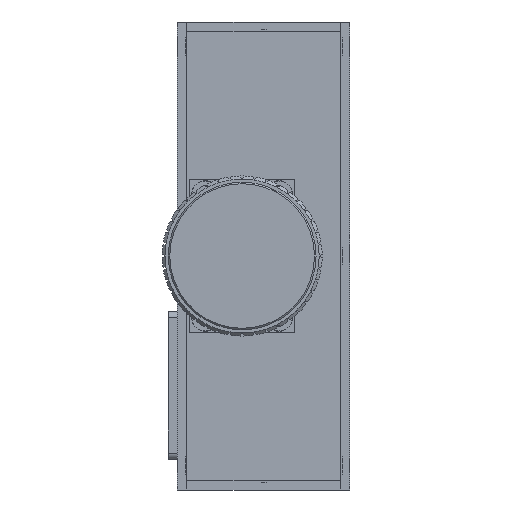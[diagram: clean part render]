
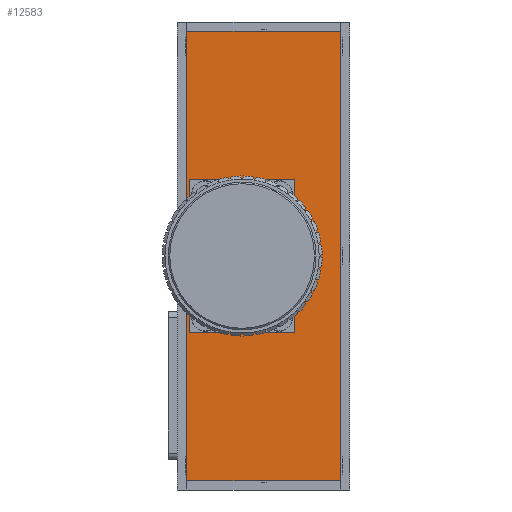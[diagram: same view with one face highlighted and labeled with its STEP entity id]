
A CAD part, left-side view. The second image highlights one B-rep face of the part: STEP entity #12583.
In plain terms, the highlighted planar face has unit normal (-1, 0, 0).
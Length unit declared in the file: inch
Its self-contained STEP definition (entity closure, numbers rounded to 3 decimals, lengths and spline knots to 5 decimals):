
#349 = CARTESIAN_POINT ( 'NONE',  ( -2.95276, 0.49213, 1.43701 ) ) ;
#1205 = ORIENTED_EDGE ( 'NONE', *, *, #14157, .F. ) ;
#1448 = LINE ( 'NONE', #15752, #26884 ) ;
#1964 = DIRECTION ( 'NONE',  ( -1., 0., 0. ) ) ;
#4615 = VECTOR ( 'NONE', #61681, 39.37008 ) ;
#6036 = ORIENTED_EDGE ( 'NONE', *, *, #68764, .F. ) ;
#8123 = CARTESIAN_POINT ( 'NONE',  ( -2.95276, -0.49213, -1.43701 ) ) ;
#8374 = CARTESIAN_POINT ( 'NONE',  ( -2.95276, 0.49213, -1.43701 ) ) ;
#8807 = LINE ( 'NONE', #8374, #46809 ) ;
#10665 = CARTESIAN_POINT ( 'NONE',  ( -2.95276, -0.19685, -0.49213 ) ) ;
#12583 = ADVANCED_FACE ( 'NONE', ( #77518, #64107 ), #70817, .T. ) ;
#13916 = LINE ( 'NONE', #19747, #76860 ) ;
#14157 = EDGE_CURVE ( 'NONE', #44081, #37241, #1448, .T. ) ;
#15752 = CARTESIAN_POINT ( 'NONE',  ( -2.95276, -0.49213, -1.43701 ) ) ;
#17828 = LINE ( 'NONE', #10665, #45134 ) ;
#19747 = CARTESIAN_POINT ( 'NONE',  ( -2.95276, -0.19685, 0.49213 ) ) ;
#19770 = EDGE_LOOP ( 'NONE', ( #1205, #39477, #44392, #65080 ) ) ;
#20939 = DIRECTION ( 'NONE',  ( 0., 0., -1. ) ) ;
#23503 = VECTOR ( 'NONE', #30462, 39.37008 ) ;
#26850 = LINE ( 'NONE', #41100, #4615 ) ;
#26884 = VECTOR ( 'NONE', #63589, 39.37008 ) ;
#28970 = ORIENTED_EDGE ( 'NONE', *, *, #36150, .F. ) ;
#28988 = CARTESIAN_POINT ( 'NONE',  ( -2.95276, -0.49213, 1.43701 ) ) ;
#29767 = DIRECTION ( 'NONE',  ( 0., 0., 1. ) ) ;
#30029 = ORIENTED_EDGE ( 'NONE', *, *, #49295, .F. ) ;
#30462 = DIRECTION ( 'NONE',  ( 0., 1., 0. ) ) ;
#31406 = LINE ( 'NONE', #58679, #69248 ) ;
#34270 = EDGE_CURVE ( 'NONE', #37241, #64738, #31406, .T. ) ;
#35163 = LINE ( 'NONE', #83847, #61461 ) ;
#36150 = EDGE_CURVE ( 'NONE', #86773, #52734, #26850, .T. ) ;
#37241 = VERTEX_POINT ( 'NONE', #8123 ) ;
#37259 = DIRECTION ( 'NONE',  ( 0., 0., 1. ) ) ;
#37867 = CARTESIAN_POINT ( 'NONE',  ( -2.95276, 0.47244, -0.49213 ) ) ;
#39477 = ORIENTED_EDGE ( 'NONE', *, *, #80368, .T. ) ;
#41100 = CARTESIAN_POINT ( 'NONE',  ( -2.95276, 0.47244, -0.49213 ) ) ;
#41600 = DIRECTION ( 'NONE',  ( 0., 1., 0. ) ) ;
#42015 = ORIENTED_EDGE ( 'NONE', *, *, #42096, .F. ) ;
#42096 = EDGE_CURVE ( 'NONE', #52734, #65435, #17828, .T. ) ;
#43522 = CARTESIAN_POINT ( 'NONE',  ( -2.95276, 0.49213, -1.43701 ) ) ;
#44081 = VERTEX_POINT ( 'NONE', #28988 ) ;
#44392 = ORIENTED_EDGE ( 'NONE', *, *, #48375, .T. ) ;
#45134 = VECTOR ( 'NONE', #73261, 39.37008 ) ;
#46809 = VECTOR ( 'NONE', #20939, 39.37008 ) ;
#47041 = DIRECTION ( 'NONE',  ( 0., 1., 0. ) ) ;
#48375 = EDGE_CURVE ( 'NONE', #51441, #64738, #8807, .T. ) ;
#49295 = EDGE_CURVE ( 'NONE', #77261, #86773, #13916, .T. ) ;
#51441 = VERTEX_POINT ( 'NONE', #349 ) ;
#52734 = VERTEX_POINT ( 'NONE', #37867 ) ;
#58285 = EDGE_LOOP ( 'NONE', ( #28970, #30029, #6036, #42015 ) ) ;
#58679 = CARTESIAN_POINT ( 'NONE',  ( -2.95276, 0.49213, -1.43701 ) ) ;
#61416 = CARTESIAN_POINT ( 'NONE',  ( -2.95276, 0.47244, 0.49213 ) ) ;
#61461 = VECTOR ( 'NONE', #29767, 39.37008 ) ;
#61681 = DIRECTION ( 'NONE',  ( 0., 0., -1. ) ) ;
#63589 = DIRECTION ( 'NONE',  ( 0., 0., -1. ) ) ;
#64107 = FACE_BOUND ( 'NONE', #58285, .T. ) ;
#64449 = LINE ( 'NONE', #86331, #23503 ) ;
#64738 = VERTEX_POINT ( 'NONE', #80505 ) ;
#65080 = ORIENTED_EDGE ( 'NONE', *, *, #34270, .F. ) ;
#65435 = VERTEX_POINT ( 'NONE', #68194 ) ;
#68194 = CARTESIAN_POINT ( 'NONE',  ( -2.95276, -0.19685, -0.49213 ) ) ;
#68764 = EDGE_CURVE ( 'NONE', #65435, #77261, #35163, .T. ) ;
#69248 = VECTOR ( 'NONE', #47041, 39.37008 ) ;
#70634 = CARTESIAN_POINT ( 'NONE',  ( -2.95276, -0.19685, 0.49213 ) ) ;
#70817 = PLANE ( 'NONE',  #84446 ) ;
#73261 = DIRECTION ( 'NONE',  ( 0., -1., 0. ) ) ;
#76860 = VECTOR ( 'NONE', #41600, 39.37008 ) ;
#77261 = VERTEX_POINT ( 'NONE', #70634 ) ;
#77518 = FACE_OUTER_BOUND ( 'NONE', #19770, .T. ) ;
#80368 = EDGE_CURVE ( 'NONE', #44081, #51441, #64449, .T. ) ;
#80505 = CARTESIAN_POINT ( 'NONE',  ( -2.95276, 0.49213, -1.43701 ) ) ;
#83847 = CARTESIAN_POINT ( 'NONE',  ( -2.95276, -0.19685, -0.49213 ) ) ;
#84446 = AXIS2_PLACEMENT_3D ( 'NONE', #43522, #1964, #37259 ) ;
#86331 = CARTESIAN_POINT ( 'NONE',  ( -2.95276, 0.49213, 1.43701 ) ) ;
#86773 = VERTEX_POINT ( 'NONE', #61416 ) ;
